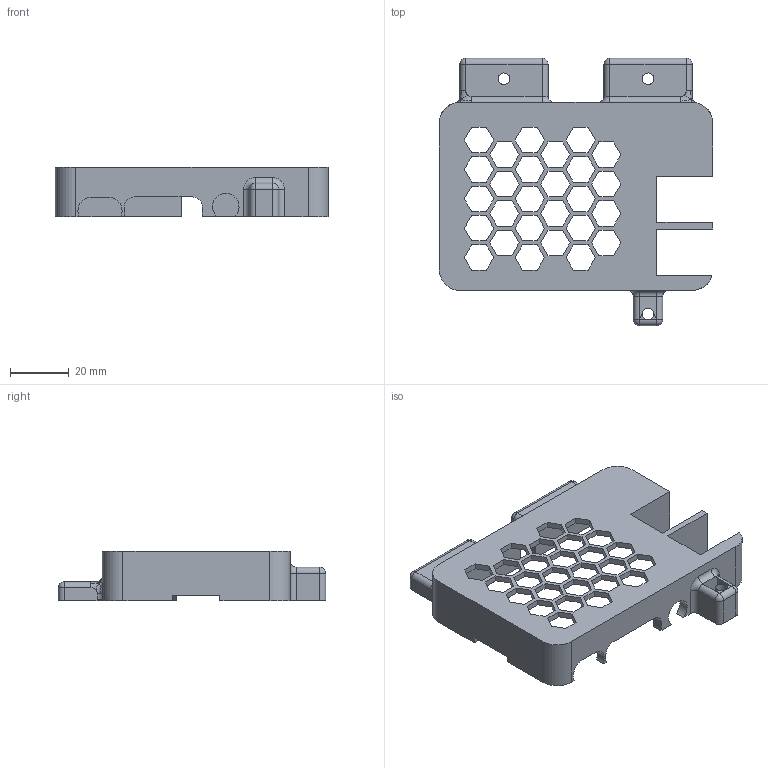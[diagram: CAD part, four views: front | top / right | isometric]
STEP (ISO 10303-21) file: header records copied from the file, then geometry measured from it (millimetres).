
FILE_DESCRIPTION(/* description */ (''),/* implementation_level */ '2;1');
FILE_NAME(/* name */ 'BackupServerCase_Pi_Holder_i4.step',/* time_stamp */ '2025-12-09T14:30:08Z',/* author */ (''),/* organization */ (''),/* preprocessor_version */ 'ST-DEVELOPER v20.1',/* originating_system */ 'Autodesk Translation Framework v14.21.0.0',/* authorisation */ '');
FILE_SCHEMA (('AUTOMOTIVE_DESIGN { 1 0 10303 214 3 1 1 }'));
Length unit declared in the file: millimetre
Products named in the file (1): 2025-12-04-22-02-46-694
Bounding box: 93 x 91 x 17 mm (x, y, z)
Volume: 25439.4 mm3; surface area: 19424.2 mm2
Topology: 1 solids, 1 shells, 288 faces, 829 edges, 540 vertices
Faces by surface type: plane 218, cylinder 44, bspline 16, sphere 6, torus 4
Full cylindrical faces by diameter (mm): 4 x3
Entity records: 12648 total; most frequent: CARTESIAN_POINT 5004, ORIENTED_EDGE 1650, DIRECTION 1437, EDGE_CURVE 825, LINE 687, VECTOR 687, VERTEX_POINT 538, AXIS2_PLACEMENT_3D 375
